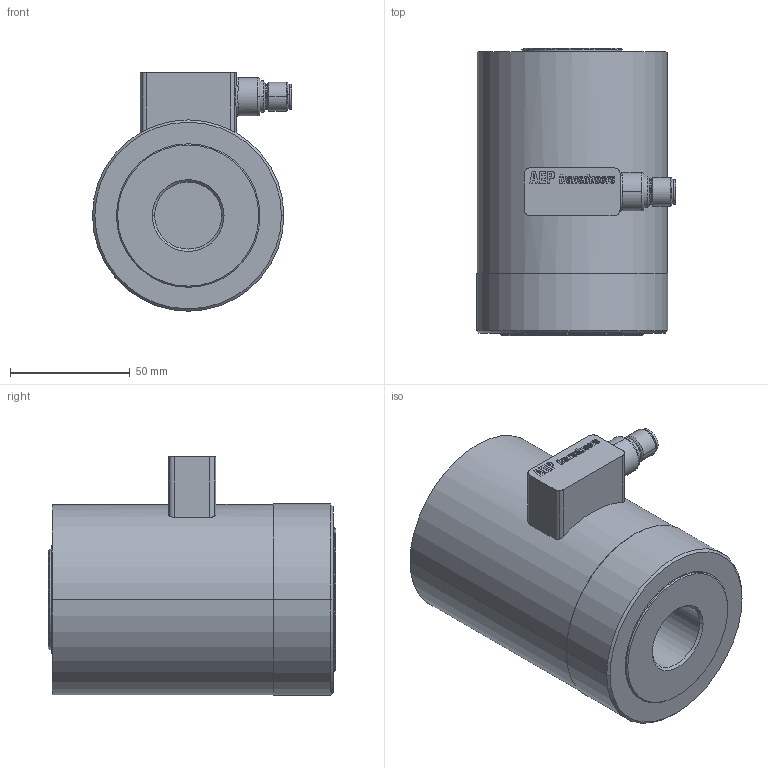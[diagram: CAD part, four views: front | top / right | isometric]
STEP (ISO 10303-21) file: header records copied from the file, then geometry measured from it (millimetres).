
FILE_DESCRIPTION(('STEP AP214'),'1');
FILE_NAME('CLB 100kN.stp','2015-05-18T07:19:38',(' '),(' '),'Spatial InterOp 3D',' ',' ');
FILE_SCHEMA(('automotive_design'));
Length unit declared in the file: metre
Products named in the file (1): Box
Bounding box: 83.2 x 120 x 99.69 mm (x, y, z)
Volume: 566495.8 mm3; surface area: 58282.1 mm2
Topology: 1 solids, 5 shells, 299 faces, 747 edges, 490 vertices
Faces by surface type: plane 149, cylinder 66, extrusion 42, torus 22, cone 18, bspline 2
Entity records: 12291 total; most frequent: CARTESIAN_POINT 2746, ORIENTED_EDGE 1494, DIRECTION 1389, EDGE_CURVE 747, VERTEX_POINT 490, VECTOR 481, AXIS2_PLACEMENT_3D 454, LINE 439
